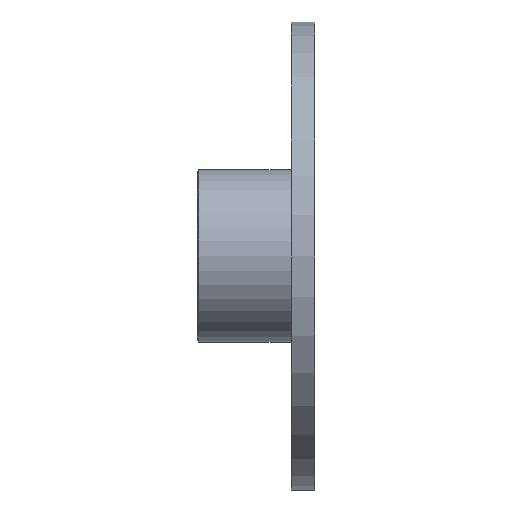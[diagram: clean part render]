
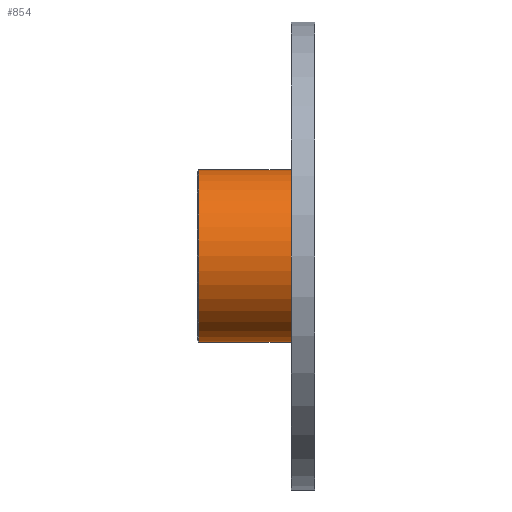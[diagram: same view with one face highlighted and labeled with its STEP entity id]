
A CAD part, left-side view. The second image highlights one B-rep face of the part: STEP entity #854.
In plain terms, the highlighted cylindrical face has radius 3.679 mm (diameter 7.359 mm), a partial arc.
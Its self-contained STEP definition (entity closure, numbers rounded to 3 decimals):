
#13 = LINE ( 'NONE', #5543, #6147 ) ;
#571 = LINE ( 'NONE', #3312, #674 ) ;
#674 = VECTOR ( 'NONE', #5728, 1000. ) ;
#854 = ADVANCED_FACE ( 'NONE', ( #3464 ), #2907, .T. ) ;
#972 = CARTESIAN_POINT ( 'NONE',  ( 0., 5., 0. ) ) ;
#2011 = AXIS2_PLACEMENT_3D ( 'NONE', #7570, #6933, #3994 ) ;
#2030 = EDGE_CURVE ( 'NONE', #4115, #7614, #571, .T. ) ;
#2125 = EDGE_CURVE ( 'NONE', #7195, #7614, #6337, .T. ) ;
#2182 = DIRECTION ( 'NONE',  ( 0., 0., -1. ) ) ;
#2796 = EDGE_LOOP ( 'NONE', ( #5682, #7447, #3502, #5418 ) ) ;
#2801 = DIRECTION ( 'NONE',  ( 0., -1., 0. ) ) ;
#2907 = CYLINDRICAL_SURFACE ( 'NONE', #3743, 3.679 ) ;
#3312 = CARTESIAN_POINT ( 'NONE',  ( 0., 5., -3.679 ) ) ;
#3464 = FACE_OUTER_BOUND ( 'NONE', #2796, .T. ) ;
#3502 = ORIENTED_EDGE ( 'NONE', *, *, #2030, .T. ) ;
#3743 = AXIS2_PLACEMENT_3D ( 'NONE', #972, #3937, #2182 ) ;
#3937 = DIRECTION ( 'NONE',  ( 0., -1., 0. ) ) ;
#3994 = DIRECTION ( 'NONE',  ( 0., 0., -1. ) ) ;
#4115 = VERTEX_POINT ( 'NONE', #5922 ) ;
#4327 = DIRECTION ( 'NONE',  ( 0., -1., 0. ) ) ;
#4619 = DIRECTION ( 'NONE',  ( 0., 0., -1. ) ) ;
#4867 = CARTESIAN_POINT ( 'NONE',  ( 0., 1., -3.679 ) ) ;
#5043 = AXIS2_PLACEMENT_3D ( 'NONE', #6385, #2801, #4619 ) ;
#5213 = CARTESIAN_POINT ( 'NONE',  ( 0., 4.95, 3.679 ) ) ;
#5393 = CIRCLE ( 'NONE', #2011, 3.679 ) ;
#5418 = ORIENTED_EDGE ( 'NONE', *, *, #2125, .F. ) ;
#5543 = CARTESIAN_POINT ( 'NONE',  ( 0., 5., 3.679 ) ) ;
#5682 = ORIENTED_EDGE ( 'NONE', *, *, #5743, .F. ) ;
#5728 = DIRECTION ( 'NONE',  ( 0., -1., 0. ) ) ;
#5743 = EDGE_CURVE ( 'NONE', #7073, #7195, #13, .T. ) ;
#5922 = CARTESIAN_POINT ( 'NONE',  ( 0., 4.95, -3.679 ) ) ;
#5939 = CARTESIAN_POINT ( 'NONE',  ( 0., 1., 3.679 ) ) ;
#6037 = EDGE_CURVE ( 'NONE', #7073, #4115, #5393, .T. ) ;
#6147 = VECTOR ( 'NONE', #4327, 1000. ) ;
#6337 = CIRCLE ( 'NONE', #5043, 3.679 ) ;
#6385 = CARTESIAN_POINT ( 'NONE',  ( 0., 1., 0. ) ) ;
#6933 = DIRECTION ( 'NONE',  ( 0., -1., 0. ) ) ;
#7073 = VERTEX_POINT ( 'NONE', #5213 ) ;
#7195 = VERTEX_POINT ( 'NONE', #5939 ) ;
#7447 = ORIENTED_EDGE ( 'NONE', *, *, #6037, .T. ) ;
#7570 = CARTESIAN_POINT ( 'NONE',  ( 0., 4.95, 0. ) ) ;
#7614 = VERTEX_POINT ( 'NONE', #4867 ) ;
